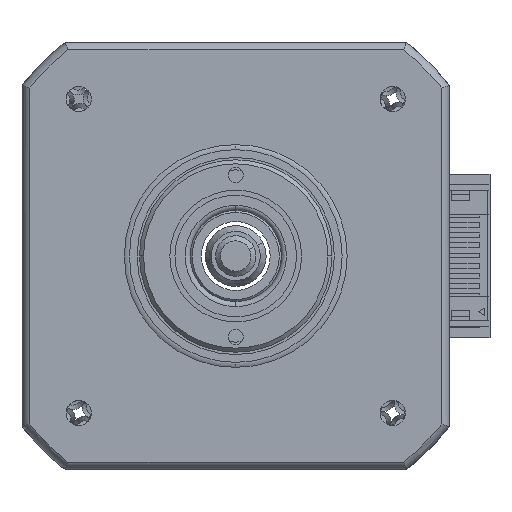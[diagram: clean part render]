
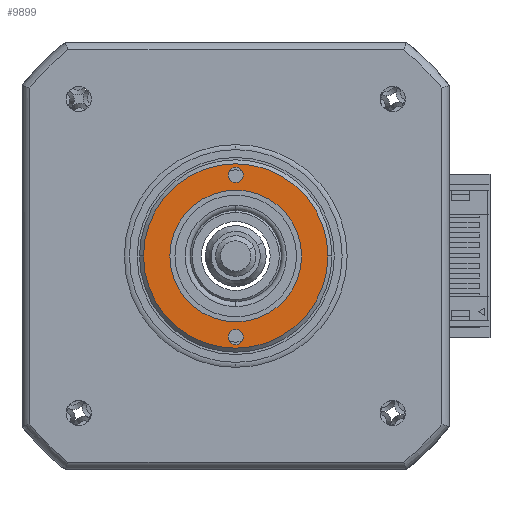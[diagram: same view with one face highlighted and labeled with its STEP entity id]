
A CAD part, left-side view. The second image highlights one B-rep face of the part: STEP entity #9899.
In plain terms, the highlighted planar face has unit normal (-1, 0, 0).
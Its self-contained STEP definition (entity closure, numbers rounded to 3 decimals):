
#10 = VERTEX_POINT ( 'NONE', #10208 ) ;
#15 = DIRECTION ( 'NONE',  ( -1., 0., 0. ) ) ;
#136 = DIRECTION ( 'NONE',  ( 0., -1., 0. ) ) ;
#209 = CARTESIAN_POINT ( 'NONE',  ( -29.673, 4.472, 56.3 ) ) ;
#371 = ORIENTED_EDGE ( 'NONE', *, *, #7804, .F. ) ;
#478 = DIRECTION ( 'NONE',  ( 0., 1., 0. ) ) ;
#644 = VERTEX_POINT ( 'NONE', #9717 ) ;
#801 = CARTESIAN_POINT ( 'NONE',  ( -29.673, 4.472, 48.3 ) ) ;
#807 = CARTESIAN_POINT ( 'NONE',  ( -29.673, 4.472, 40.3 ) ) ;
#1035 = EDGE_LOOP ( 'NONE', ( #5064, #1156 ) ) ;
#1068 = DIRECTION ( 'NONE',  ( 0., -1., 0. ) ) ;
#1156 = ORIENTED_EDGE ( 'NONE', *, *, #10114, .F. ) ;
#1301 = CARTESIAN_POINT ( 'NONE',  ( -29.673, 4.472, 48.3 ) ) ;
#1461 = CARTESIAN_POINT ( 'NONE',  ( -29.673, 3.722, 40.3 ) ) ;
#1512 = VERTEX_POINT ( 'NONE', #10587 ) ;
#1526 = AXIS2_PLACEMENT_3D ( 'NONE', #8808, #3683, #9659 ) ;
#1677 = EDGE_LOOP ( 'NONE', ( #371, #7439 ) ) ;
#1678 = DIRECTION ( 'NONE',  ( 0., 1., 0. ) ) ;
#1685 = DIRECTION ( 'NONE',  ( 0., -1., 0. ) ) ;
#1752 = AXIS2_PLACEMENT_3D ( 'NONE', #5213, #15, #6076 ) ;
#2416 = CARTESIAN_POINT ( 'NONE',  ( -29.673, 4.472, 48.3 ) ) ;
#2829 = EDGE_CURVE ( 'NONE', #3489, #3078, #6217, .T. ) ;
#2883 = ORIENTED_EDGE ( 'NONE', *, *, #7018, .T. ) ;
#3078 = VERTEX_POINT ( 'NONE', #5534 ) ;
#3296 = DIRECTION ( 'NONE',  ( 0., 1., 0. ) ) ;
#3489 = VERTEX_POINT ( 'NONE', #1461 ) ;
#3547 = EDGE_CURVE ( 'NONE', #10043, #1512, #11145, .T. ) ;
#3683 = DIRECTION ( 'NONE',  ( -1., 0., 0. ) ) ;
#3742 = DIRECTION ( 'NONE',  ( 1., 0., 0. ) ) ;
#3972 = CARTESIAN_POINT ( 'NONE',  ( -29.673, -2.028, 48.3 ) ) ;
#4070 = AXIS2_PLACEMENT_3D ( 'NONE', #2416, #8417, #3296 ) ;
#4183 = FACE_BOUND ( 'NONE', #7381, .T. ) ;
#4806 = PLANE ( 'NONE',  #9283 ) ;
#5064 = ORIENTED_EDGE ( 'NONE', *, *, #2829, .F. ) ;
#5065 = CARTESIAN_POINT ( 'NONE',  ( -29.673, 13.572, 48.3 ) ) ;
#5213 = CARTESIAN_POINT ( 'NONE',  ( -29.673, 4.472, 40.3 ) ) ;
#5319 = DIRECTION ( 'NONE',  ( -1., 0., 0. ) ) ;
#5417 = CIRCLE ( 'NONE', #7687, 0.75 ) ;
#5534 = CARTESIAN_POINT ( 'NONE',  ( -29.673, 5.222, 40.3 ) ) ;
#5662 = DIRECTION ( 'NONE',  ( 1., 0., 0. ) ) ;
#5844 = CIRCLE ( 'NONE', #7258, 0.75 ) ;
#6076 = DIRECTION ( 'NONE',  ( 0., -1., 0. ) ) ;
#6217 = CIRCLE ( 'NONE', #7060, 0.75 ) ;
#6251 = DIRECTION ( 'NONE',  ( -1., 0., 0. ) ) ;
#6297 = AXIS2_PLACEMENT_3D ( 'NONE', #8860, #3742, #9703 ) ;
#6321 = CIRCLE ( 'NONE', #6297, 6.5 ) ;
#6395 = EDGE_LOOP ( 'NONE', ( #9988, #10824 ) ) ;
#6445 = FACE_BOUND ( 'NONE', #1035, .T. ) ;
#6843 = DIRECTION ( 'NONE',  ( 1., 0., 0. ) ) ;
#6851 = DIRECTION ( 'NONE',  ( -1., 0., 0. ) ) ;
#7018 = EDGE_CURVE ( 'NONE', #10, #11035, #8249, .T. ) ;
#7030 = CARTESIAN_POINT ( 'NONE',  ( -29.673, 5.222, 56.3 ) ) ;
#7060 = AXIS2_PLACEMENT_3D ( 'NONE', #807, #6851, #1685 ) ;
#7258 = AXIS2_PLACEMENT_3D ( 'NONE', #209, #6251, #1068 ) ;
#7381 = EDGE_LOOP ( 'NONE', ( #8261, #2883 ) ) ;
#7439 = ORIENTED_EDGE ( 'NONE', *, *, #8132, .F. ) ;
#7687 = AXIS2_PLACEMENT_3D ( 'NONE', #10423, #5319, #136 ) ;
#7804 = EDGE_CURVE ( 'NONE', #644, #8818, #5844, .T. ) ;
#8132 = EDGE_CURVE ( 'NONE', #8818, #644, #5417, .T. ) ;
#8249 = CIRCLE ( 'NONE', #8253, 6.5 ) ;
#8253 = AXIS2_PLACEMENT_3D ( 'NONE', #801, #6843, #1678 ) ;
#8261 = ORIENTED_EDGE ( 'NONE', *, *, #8881, .T. ) ;
#8308 = CIRCLE ( 'NONE', #1752, 0.75 ) ;
#8417 = DIRECTION ( 'NONE',  ( -1., 0., 0. ) ) ;
#8448 = FACE_BOUND ( 'NONE', #1677, .T. ) ;
#8808 = CARTESIAN_POINT ( 'NONE',  ( -29.673, 4.472, 48.3 ) ) ;
#8818 = VERTEX_POINT ( 'NONE', #7030 ) ;
#8860 = CARTESIAN_POINT ( 'NONE',  ( -29.673, 4.472, 48.3 ) ) ;
#8881 = EDGE_CURVE ( 'NONE', #11035, #10, #6321, .T. ) ;
#9283 = AXIS2_PLACEMENT_3D ( 'NONE', #1301, #5662, #478 ) ;
#9493 = CIRCLE ( 'NONE', #1526, 9.1 ) ;
#9659 = DIRECTION ( 'NONE',  ( 0., 1., 0. ) ) ;
#9703 = DIRECTION ( 'NONE',  ( 0., 1., 0. ) ) ;
#9717 = CARTESIAN_POINT ( 'NONE',  ( -29.673, 3.722, 56.3 ) ) ;
#9899 = ADVANCED_FACE ( 'NONE', ( #10990, #6445, #8448, #4183 ), #4806, .F. ) ;
#9988 = ORIENTED_EDGE ( 'NONE', *, *, #3547, .T. ) ;
#10043 = VERTEX_POINT ( 'NONE', #5065 ) ;
#10114 = EDGE_CURVE ( 'NONE', #3078, #3489, #8308, .T. ) ;
#10208 = CARTESIAN_POINT ( 'NONE',  ( -29.673, 10.972, 48.3 ) ) ;
#10263 = EDGE_CURVE ( 'NONE', #1512, #10043, #9493, .T. ) ;
#10423 = CARTESIAN_POINT ( 'NONE',  ( -29.673, 4.472, 56.3 ) ) ;
#10587 = CARTESIAN_POINT ( 'NONE',  ( -29.673, -4.628, 48.3 ) ) ;
#10824 = ORIENTED_EDGE ( 'NONE', *, *, #10263, .T. ) ;
#10990 = FACE_OUTER_BOUND ( 'NONE', #6395, .T. ) ;
#11035 = VERTEX_POINT ( 'NONE', #3972 ) ;
#11145 = CIRCLE ( 'NONE', #4070, 9.1 ) ;
